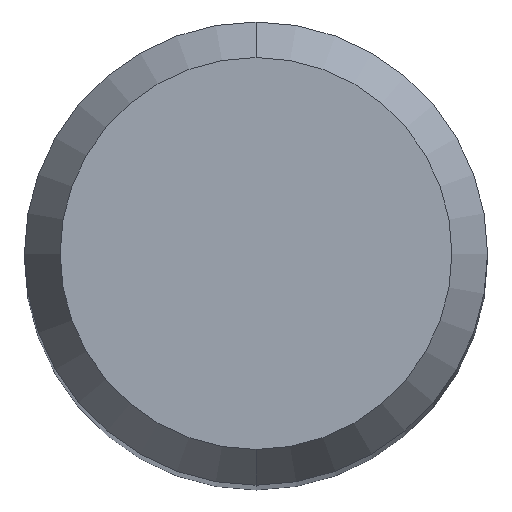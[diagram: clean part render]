
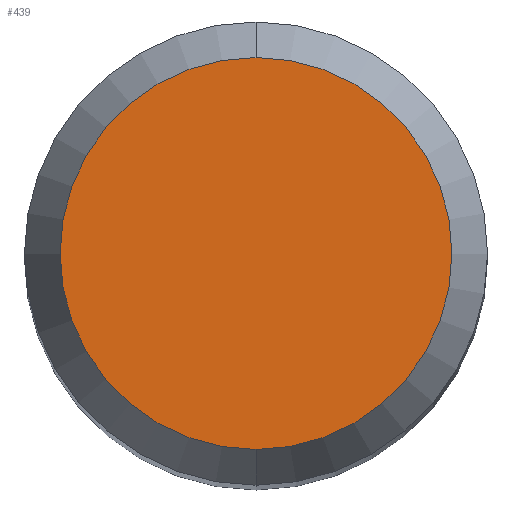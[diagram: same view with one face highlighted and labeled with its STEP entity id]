
A CAD part, top view. The second image highlights one B-rep face of the part: STEP entity #439.
In plain terms, the highlighted planar face has unit normal (0, 0, 1).
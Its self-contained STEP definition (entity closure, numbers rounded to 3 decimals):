
#175=EDGE_CURVE('',#259,#361,#467,.T.);
#257=EDGE_CURVE('',#361,#259,#556,.T.);
#259=VERTEX_POINT('',#558);
#361=VERTEX_POINT('',#673);
#439=ADVANCED_FACE('',(#757),#758,.T.);
#467=CIRCLE('',#807,2.538);
#556=CIRCLE('',#968,2.538);
#558=CARTESIAN_POINT('',(0.0,2.538,0.0));
#673=CARTESIAN_POINT('',(0.,-2.538,0.0));
#757=FACE_OUTER_BOUND('',#1376,.T.);
#758=PLANE('',#1377);
#807=AXIS2_PLACEMENT_3D('',#1390,#1391,#1392);
#968=AXIS2_PLACEMENT_3D('',#1479,#1480,#1481);
#1376=EDGE_LOOP('',(#1710,#1711));
#1377=AXIS2_PLACEMENT_3D('',#1712,#1713,#1714);
#1390=CARTESIAN_POINT('',(0.0,0.0,0.0));
#1391=DIRECTION('',(0.0,0.0,-1.0));
#1392=DIRECTION('',(0.0,1.0,0.0));
#1479=CARTESIAN_POINT('',(0.0,0.0,0.0));
#1480=DIRECTION('',(0.0,0.0,-1.0));
#1481=DIRECTION('',(0.0,1.0,0.0));
#1710=ORIENTED_EDGE('',*,*,#175,.F.);
#1711=ORIENTED_EDGE('',*,*,#257,.F.);
#1712=CARTESIAN_POINT('',(0.0,1.269,0.0));
#1713=DIRECTION('',(-0.0,0.0,1.0));
#1714=DIRECTION('',(0.0,-1.0,0.0));
